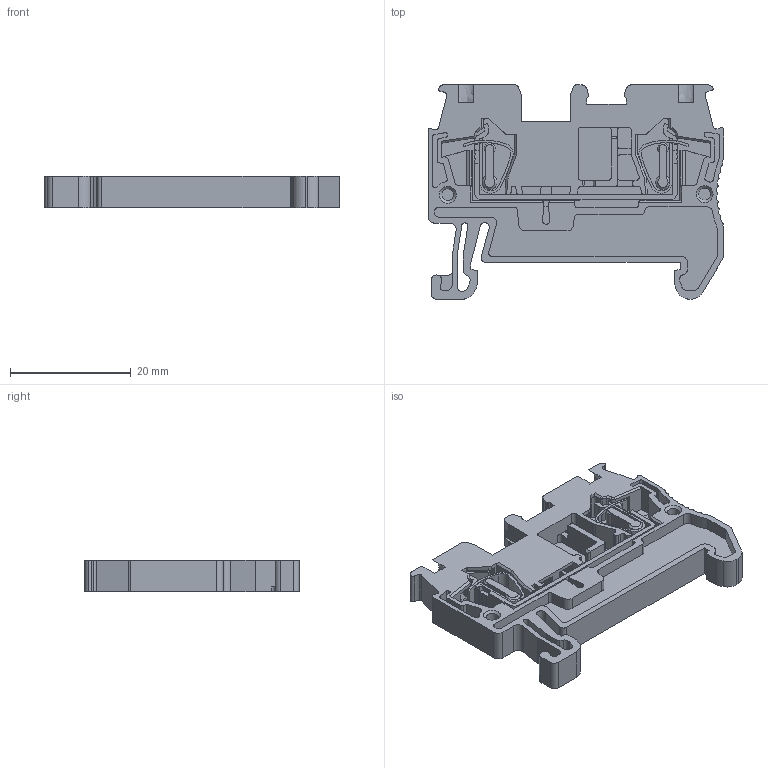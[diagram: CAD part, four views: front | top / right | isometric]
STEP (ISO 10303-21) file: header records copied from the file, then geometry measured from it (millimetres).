
FILE_DESCRIPTION(/* description */ (''),/* implementation_level */ '2;1');
FILE_NAME(/* name */ 'FJ6-2.5.stp',/* time_stamp */ '2024-04-13T17:18:32+08:00',/* author */ (''),/* organization */ (''),/* preprocessor_version */ 'ST-DEVELOPER v16',/* originating_system */ 'SIEMENS PLM Software NX 10.0',/* authorisation */ '');
FILE_SCHEMA (('AP203_CONFIGURATION_CONTROLLED_3D_DESIGN_OF_MECHANICAL_PARTS_AND_ASSEMBLIES_MIM_LF { 1 0 10303 403 2 1 2}'));
Length unit declared in the file: millimetre
Products named in the file (1): Admi6980989Fvhut
Bounding box: 49 x 35.5 x 5.2 mm (x, y, z)
Volume: 3370.4 mm3; surface area: 7648.8 mm2
Topology: 4 solids, 4 shells, 688 faces, 1999 edges, 1322 vertices
Faces by surface type: plane 437, cylinder 236, cone 13, extrusion 2
Full cylindrical faces by diameter (mm): 2 x2
Entity records: 23096 total; most frequent: CARTESIAN_POINT 4245, ORIENTED_EDGE 3990, DIRECTION 3869, EDGE_CURVE 1995, VECTOR 1443, LINE 1441, VERTEX_POINT 1322, AXIS2_PLACEMENT_3D 1213
